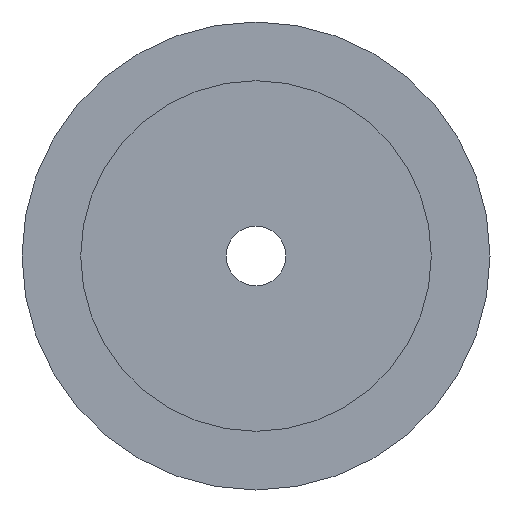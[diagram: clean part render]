
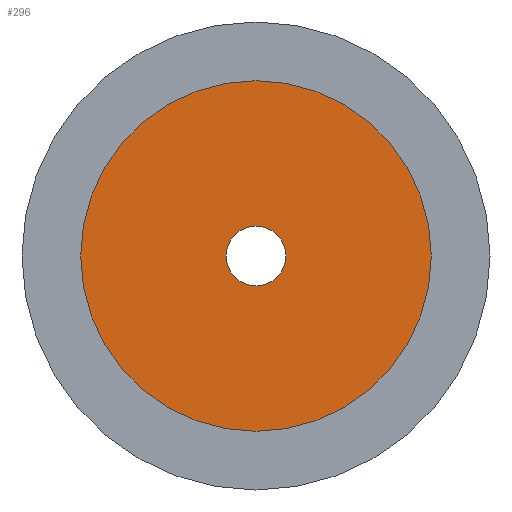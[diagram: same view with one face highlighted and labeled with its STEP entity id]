
A CAD part, left-side view. The second image highlights one B-rep face of the part: STEP entity #296.
In plain terms, the highlighted planar face has unit normal (-1, 0, 0).
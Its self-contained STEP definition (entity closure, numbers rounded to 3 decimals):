
#21=FACE_BOUND('',#51,.T.);
#24=PLANE('',#349);
#32=FACE_OUTER_BOUND('',#50,.T.);
#50=EDGE_LOOP('',(#228,#229));
#51=EDGE_LOOP('',(#230,#231));
#101=CIRCLE('',#347,20.6);
#102=CIRCLE('',#348,20.6);
#103=CIRCLE('',#350,3.5);
#104=CIRCLE('',#351,3.5);
#132=VERTEX_POINT('',#523);
#133=VERTEX_POINT('',#525);
#134=VERTEX_POINT('',#529);
#135=VERTEX_POINT('',#530);
#168=EDGE_CURVE('',#133,#132,#101,.T.);
#169=EDGE_CURVE('',#132,#133,#102,.T.);
#170=EDGE_CURVE('',#134,#135,#103,.T.);
#171=EDGE_CURVE('',#135,#134,#104,.T.);
#228=ORIENTED_EDGE('',*,*,#168,.T.);
#229=ORIENTED_EDGE('',*,*,#169,.T.);
#230=ORIENTED_EDGE('',*,*,#170,.F.);
#231=ORIENTED_EDGE('',*,*,#171,.F.);
#296=ADVANCED_FACE('',(#32,#21),#24,.T.);
#347=AXIS2_PLACEMENT_3D('',#526,#423,#424);
#348=AXIS2_PLACEMENT_3D('',#527,#425,#426);
#349=AXIS2_PLACEMENT_3D('',#528,#427,#428);
#350=AXIS2_PLACEMENT_3D('',#531,#429,#430);
#351=AXIS2_PLACEMENT_3D('',#532,#431,#432);
#423=DIRECTION('center_axis',(-1.,0.,0.));
#424=DIRECTION('ref_axis',(0.,0.,1.));
#425=DIRECTION('center_axis',(-1.,0.,0.));
#426=DIRECTION('ref_axis',(0.,0.,1.));
#427=DIRECTION('center_axis',(-1.,0.,0.));
#428=DIRECTION('ref_axis',(0.,0.,1.));
#429=DIRECTION('center_axis',(-1.,0.,0.));
#430=DIRECTION('ref_axis',(0.,0.,1.));
#431=DIRECTION('center_axis',(-1.,0.,0.));
#432=DIRECTION('ref_axis',(0.,0.,1.));
#523=CARTESIAN_POINT('',(-37.5,20.6,0.));
#525=CARTESIAN_POINT('',(-37.5,-20.6,0.));
#526=CARTESIAN_POINT('Origin',(-37.5,0.,0.));
#527=CARTESIAN_POINT('Origin',(-37.5,0.,0.));
#528=CARTESIAN_POINT('Origin',(-37.5,-3.5,0.));
#529=CARTESIAN_POINT('',(-37.5,-3.5,0.));
#530=CARTESIAN_POINT('',(-37.5,3.5,0.));
#531=CARTESIAN_POINT('Origin',(-37.5,0.,0.));
#532=CARTESIAN_POINT('Origin',(-37.5,0.,0.));
